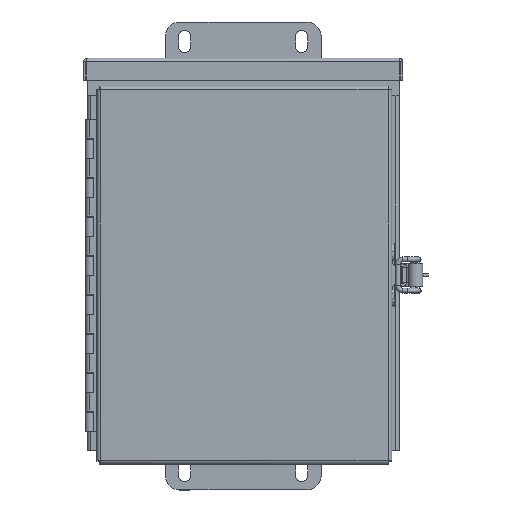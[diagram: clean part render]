
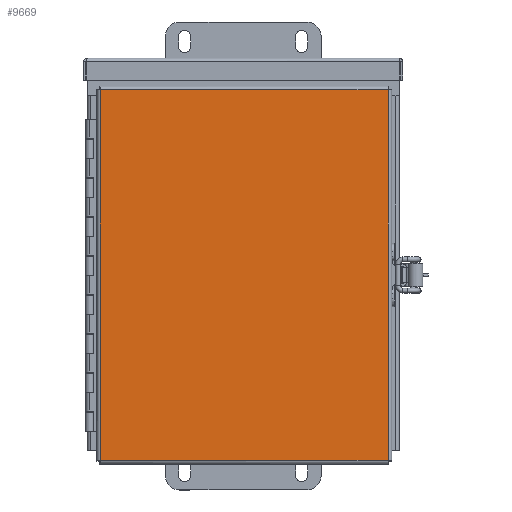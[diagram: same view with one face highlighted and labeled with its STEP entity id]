
A CAD part, top view. The second image highlights one B-rep face of the part: STEP entity #9669.
In plain terms, the highlighted face is planar.
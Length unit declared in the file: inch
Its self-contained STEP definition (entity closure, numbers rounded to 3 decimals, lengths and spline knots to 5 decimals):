
#555=PLANE($,#10309);
#999=FACE_OUTER_BOUND($,#1542,.T.);
#1542=EDGE_LOOP($,(#7544,#7545,#7546,#7547));
#2639=LINE($,#15009,#3605);
#2655=LINE($,#15111,#3621);
#2670=LINE($,#15211,#3636);
#2685=LINE($,#15310,#3651);
#3605=VECTOR($,#11954,7.375);
#3621=VECTOR($,#11984,9.5);
#3636=VECTOR($,#12013,7.375);
#3651=VECTOR($,#12042,9.5);
#4418=VERTEX_POINT($,#15000);
#4419=VERTEX_POINT($,#15008);
#4430=VERTEX_POINT($,#15103);
#4440=VERTEX_POINT($,#15203);
#5479=EDGE_CURVE($,#4419,#4418,#2639,.T.);
#5499=EDGE_CURVE($,#4418,#4430,#2655,.T.);
#5518=EDGE_CURVE($,#4430,#4440,#2670,.T.);
#5537=EDGE_CURVE($,#4440,#4419,#2685,.T.);
#7544=ORIENTED_EDGE($,*,*,#5479,.T.);
#7545=ORIENTED_EDGE($,*,*,#5499,.T.);
#7546=ORIENTED_EDGE($,*,*,#5518,.T.);
#7547=ORIENTED_EDGE($,*,*,#5537,.T.);
#9669=ADVANCED_FACE($,(#999),#555,.F.);
#10309=AXIS2_PLACEMENT_3D($,#15396,#12067,#12068);
#11954=DIRECTION($,(-1.,0.,0.));
#11984=DIRECTION($,(0.,1.,0.));
#12013=DIRECTION($,(1.,0.,0.));
#12042=DIRECTION($,(0.,-1.,0.));
#12067=DIRECTION('center_axis',(0.,0.,1.));
#12068=DIRECTION('ref_axis',(1.,0.,0.));
#15000=CARTESIAN_POINT('',(-3.90625,-4.75,0.));
#15008=CARTESIAN_POINT('',(3.46875,-4.75,0.));
#15009=CARTESIAN_POINT($,(1.625,-4.75,0.));
#15103=CARTESIAN_POINT('',(-3.90625,4.75,0.));
#15111=CARTESIAN_POINT($,(-3.90625,-2.375,0.));
#15203=CARTESIAN_POINT('',(3.46875,4.75,0.));
#15211=CARTESIAN_POINT($,(-2.0625,4.75,0.));
#15310=CARTESIAN_POINT($,(3.46875,2.375,0.));
#15396=CARTESIAN_POINT('Origin',(-0.21875,0.,0.));
